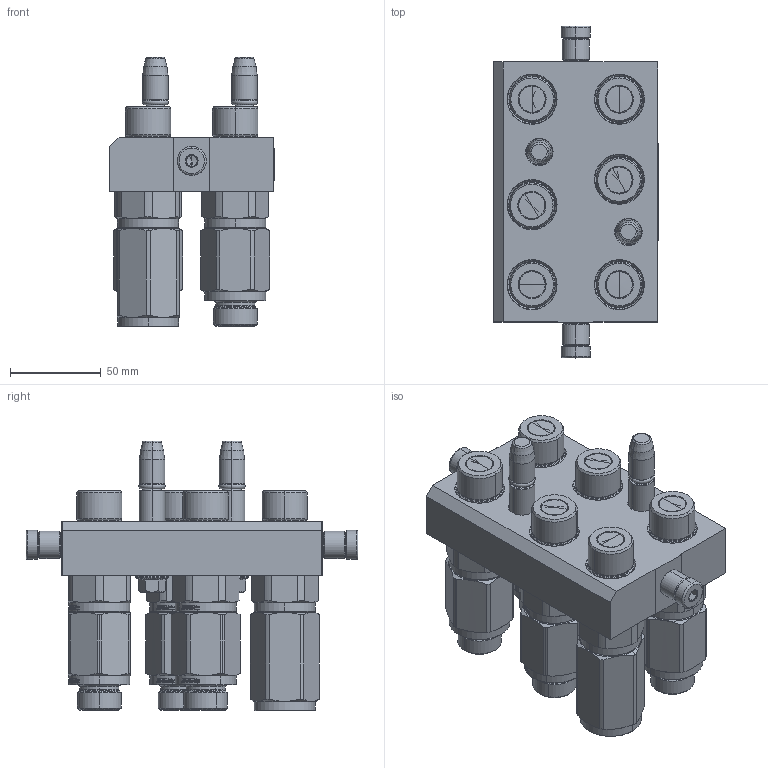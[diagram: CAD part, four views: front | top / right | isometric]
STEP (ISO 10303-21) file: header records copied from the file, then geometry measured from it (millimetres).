
FILE_DESCRIPTION (( 'STEP AP214' ), '1' );
FILE_NAME ('FASTER.step', '2021-02-23T14:48:29', ( '' ), ( '' ), 'SwSTEP 2.0', 'SolidWorks 2017', '' );
FILE_SCHEMA (( 'AUTOMOTIVE_DESIGN' ));
Length unit declared in the file: millimetre
Products named in the file (13): 4830_021_0000_000; 4830_013_3000_030; 4850_010_0000_010; 3ffnp12_gas_m; 4830_028_1000_011; 3ffnp12-3_24m; or2_62x9_19_m; 1540_080_0008_000; FASTER; et002; P608_M_BASE
Assembly tree (21 placements, depth 3):
  FASTER
    P608_M_BASE
      4850_010_0000_010
      4830_021_0000_000  x2
      4830_013_3000_030  x2
      4830_028_1000_011  x2
      1540_080_0008_000  x2
      or2_62x9_19_m  x2
    3ffnp12-3_24m  x5
      3ffnp12-3_24m
    3ffnp12_gas_m
      3ffnp12_gas_m
    et002
Bounding box: 90.3 x 182.6 x 148.2 mm (x, y, z)
Volume: 2873.9 mm3; surface area: 175611.2 mm2
Topology: 5 solids, 85 shells, 3021 faces, 8983 edges, 5905 vertices
Faces by surface type: plane 1697, cylinder 498, cone 470, bspline 196, torus 160
Entity records: 70744 total; most frequent: CARTESIAN_POINT 18503, ORIENTED_EDGE 9601, DIRECTION 8808, EDGE_CURVE 5131, VECTOR 3540, LINE 3540, VERTEX_POINT 3385, AXIS2_PLACEMENT_3D 2634
